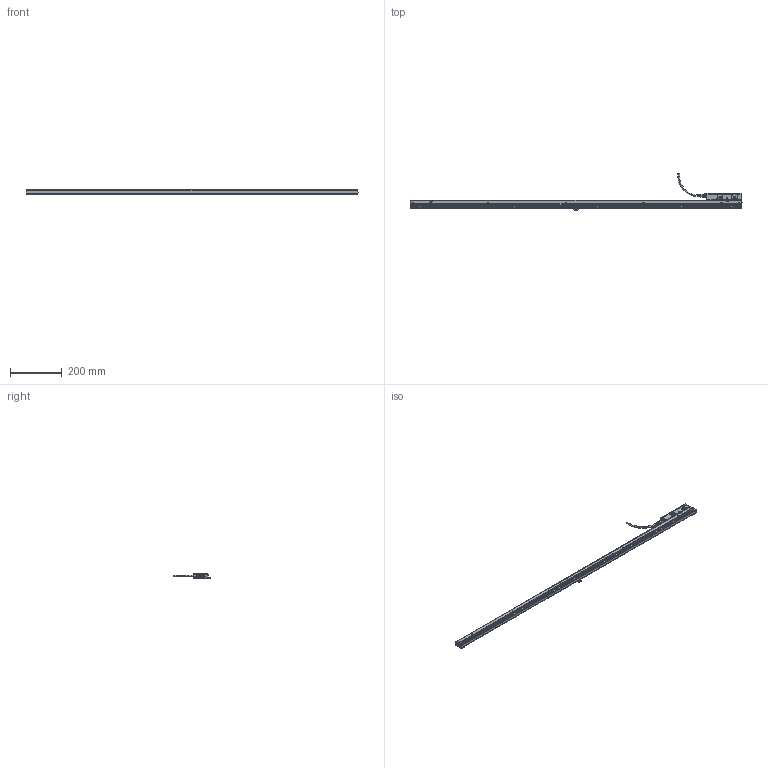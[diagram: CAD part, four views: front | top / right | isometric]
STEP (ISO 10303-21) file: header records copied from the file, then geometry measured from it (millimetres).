
FILE_DESCRIPTION(('CATIA V5 STEP'),'2;1');
FILE_NAME('SR27A-114-R.stp','2013-11-26T04:03:30+00:00',('none'),('none'),'CATIA Version 5 Release 19 SP 6 (IN-10)','CATIA V5 STEP AP214','none');
FILE_SCHEMA(('AUTOMOTIVE_DESIGN { 1 0 10303 214 1 1 1 1 }'));
Products named in the file (1): SR27A-114-R
Bounding box: 1278 x 141.2 x 17.85 mm (x, y, z)
Volume: 671114.3 mm3; surface area: 183781.8 mm2
Topology: 1 solids, 60 shells, 2963 faces, 7857 edges, 5017 vertices
Faces by surface type: plane 1469, cylinder 1083, cone 165, torus 138, bspline 68, sphere 40
Entity records: 90115 total; most frequent: CARTESIAN_POINT 22450, ORIENTED_EDGE 15594, DIRECTION 11003, EDGE_CURVE 7797, VERTEX_POINT 5017, VECTOR 4605, LINE 4605, AXIS2_PLACEMENT_3D 4417
